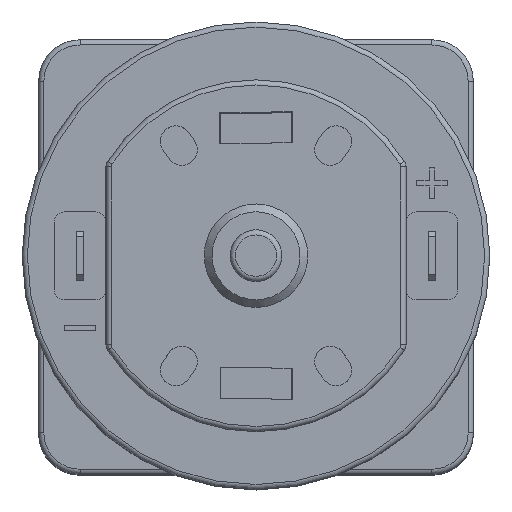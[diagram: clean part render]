
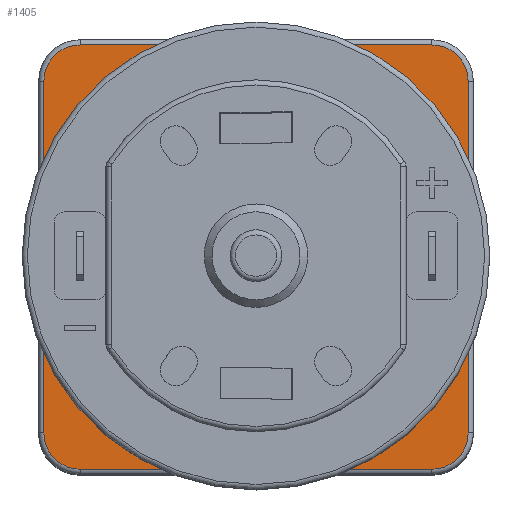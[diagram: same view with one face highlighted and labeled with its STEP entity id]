
A CAD part, top view. The second image highlights one B-rep face of the part: STEP entity #1405.
In plain terms, the highlighted planar face has unit normal (0, 0, 1).
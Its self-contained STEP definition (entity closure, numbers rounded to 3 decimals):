
#354=FACE_BOUND('',#2963,.T.);
#355=FACE_BOUND('',#2964,.T.);
#356=FACE_BOUND('',#2965,.T.);
#357=FACE_BOUND('',#2966,.T.);
#1405=ADVANCED_FACE('',(#354,#355,#356,#357),#1764,.T.);
#1764=PLANE('',#11084);
#2963=EDGE_LOOP('',(#5414,#5415,#5416,#5417,#5418,#5419,#5420,#5421));
#2964=EDGE_LOOP('',(#5422));
#2965=EDGE_LOOP('',(#5423));
#2966=EDGE_LOOP('',(#5424));
#5414=ORIENTED_EDGE('',*,*,#7875,.T.);
#5415=ORIENTED_EDGE('',*,*,#7854,.T.);
#5416=ORIENTED_EDGE('',*,*,#7849,.T.);
#5417=ORIENTED_EDGE('',*,*,#7846,.T.);
#5418=ORIENTED_EDGE('',*,*,#7843,.T.);
#5419=ORIENTED_EDGE('',*,*,#7842,.T.);
#5420=ORIENTED_EDGE('',*,*,#7839,.T.);
#5421=ORIENTED_EDGE('',*,*,#7836,.T.);
#5422=ORIENTED_EDGE('',*,*,#7877,.T.);
#5423=ORIENTED_EDGE('',*,*,#7878,.T.);
#5424=ORIENTED_EDGE('',*,*,#7876,.T.);
#6550=VERTEX_POINT('',#17525);
#6553=VERTEX_POINT('',#17530);
#6554=VERTEX_POINT('',#17534);
#6557=VERTEX_POINT('',#17541);
#6558=VERTEX_POINT('',#17546);
#6560=VERTEX_POINT('',#17552);
#6562=VERTEX_POINT('',#17558);
#6564=VERTEX_POINT('',#17564);
#6577=VERTEX_POINT('',#17612);
#6578=VERTEX_POINT('',#17615);
#6579=VERTEX_POINT('',#17617);
#7836=EDGE_CURVE('',#6550,#6553,#10047,.T.);
#7839=EDGE_CURVE('',#6554,#6550,#8689,.T.);
#7842=EDGE_CURVE('',#6557,#6554,#10051,.T.);
#7843=EDGE_CURVE('',#6558,#6557,#8690,.T.);
#7846=EDGE_CURVE('',#6560,#6558,#10053,.T.);
#7849=EDGE_CURVE('',#6562,#6560,#8692,.T.);
#7854=EDGE_CURVE('',#6564,#6562,#10059,.T.);
#7875=EDGE_CURVE('',#6553,#6564,#8707,.T.);
#7876=EDGE_CURVE('',#6577,#6577,#10067,.T.);
#7877=EDGE_CURVE('',#6578,#6578,#10068,.T.);
#7878=EDGE_CURVE('',#6579,#6579,#10069,.T.);
#8689=LINE('',#17537,#9452);
#8690=LINE('',#17545,#9453);
#8692=LINE('',#17557,#9455);
#8707=LINE('',#17609,#9470);
#9452=VECTOR('',#13701,1.);
#9453=VECTOR('',#13712,1.);
#9455=VECTOR('',#13726,1.);
#9470=VECTOR('',#13785,1.);
#10047=CIRCLE('',#11043,3.5);
#10051=CIRCLE('',#11049,3.5);
#10053=CIRCLE('',#11053,3.5);
#10059=CIRCLE('',#11061,3.5);
#10067=CIRCLE('',#11080,2.);
#10068=CIRCLE('',#11082,9.325);
#10069=CIRCLE('',#11083,2.);
#11043=AXIS2_PLACEMENT_3D('',#17531,#13694,#13695);
#11049=AXIS2_PLACEMENT_3D('',#17543,#13708,#13709);
#11053=AXIS2_PLACEMENT_3D('',#17551,#13718,#13719);
#11061=AXIS2_PLACEMENT_3D('',#17567,#13736,#13737);
#11080=AXIS2_PLACEMENT_3D('',#17611,#13788,#13789);
#11082=AXIS2_PLACEMENT_3D('',#17614,#13792,#13793);
#11083=AXIS2_PLACEMENT_3D('',#17616,#13794,#13795);
#11084=AXIS2_PLACEMENT_3D('',#17618,#13796,#13797);
#13694=DIRECTION('',(0.,0.,1.));
#13695=DIRECTION('',(1.,0.,0.));
#13701=DIRECTION('',(0.,-1.,0.));
#13708=DIRECTION('',(0.,0.,1.));
#13709=DIRECTION('',(1.,0.,0.));
#13712=DIRECTION('',(-1.,0.,0.));
#13718=DIRECTION('',(0.,0.,1.));
#13719=DIRECTION('',(1.,0.,0.));
#13726=DIRECTION('',(0.,1.,0.));
#13736=DIRECTION('',(0.,0.,1.));
#13737=DIRECTION('',(1.,0.,0.));
#13785=DIRECTION('',(1.,0.,0.));
#13788=DIRECTION('',(0.,0.,-1.));
#13789=DIRECTION('',(-1.,0.,0.));
#13792=DIRECTION('',(0.,0.,-1.));
#13793=DIRECTION('',(1.,0.,0.));
#13794=DIRECTION('',(0.,0.,-1.));
#13795=DIRECTION('',(1.,0.,0.));
#13796=DIRECTION('',(0.,0.,1.));
#13797=DIRECTION('',(1.,0.,0.));
#17525=CARTESIAN_POINT('',(-1.,2.5,37.5));
#17530=CARTESIAN_POINT('',(2.5,-1.,37.5));
#17531=CARTESIAN_POINT('',(2.5,2.5,37.5));
#17534=CARTESIAN_POINT('',(-1.,36.5,37.5));
#17537=CARTESIAN_POINT('',(-1.,19.5,37.5));
#17541=CARTESIAN_POINT('',(2.5,40.,37.5));
#17543=CARTESIAN_POINT('',(2.5,36.5,37.5));
#17545=CARTESIAN_POINT('',(19.5,40.,37.5));
#17546=CARTESIAN_POINT('',(36.5,40.,37.5));
#17551=CARTESIAN_POINT('',(36.5,36.5,37.5));
#17552=CARTESIAN_POINT('',(40.,36.5,37.5));
#17557=CARTESIAN_POINT('',(40.,19.5,37.5));
#17558=CARTESIAN_POINT('',(40.,2.5,37.5));
#17564=CARTESIAN_POINT('',(36.5,-1.,37.5));
#17567=CARTESIAN_POINT('',(36.5,2.5,37.5));
#17609=CARTESIAN_POINT('',(19.5,-1.,37.5));
#17611=CARTESIAN_POINT('',(19.5,34.,37.5));
#17612=CARTESIAN_POINT('',(17.5,34.,37.5));
#17614=CARTESIAN_POINT('',(19.5,19.5,37.5));
#17615=CARTESIAN_POINT('',(28.825,19.5,37.5));
#17616=CARTESIAN_POINT('',(19.5,5.,37.5));
#17617=CARTESIAN_POINT('',(21.5,5.,37.5));
#17618=CARTESIAN_POINT('',(19.5,19.5,37.5));
